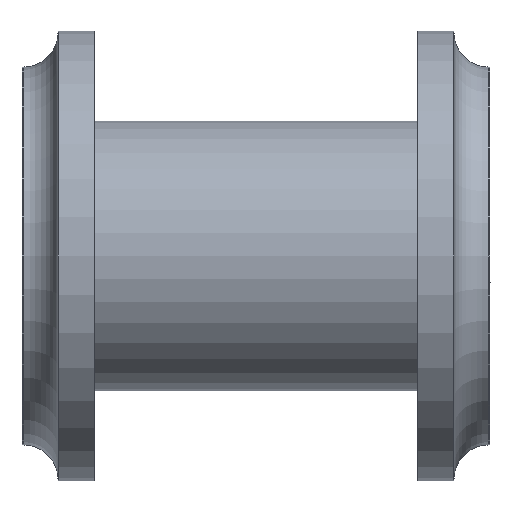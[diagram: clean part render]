
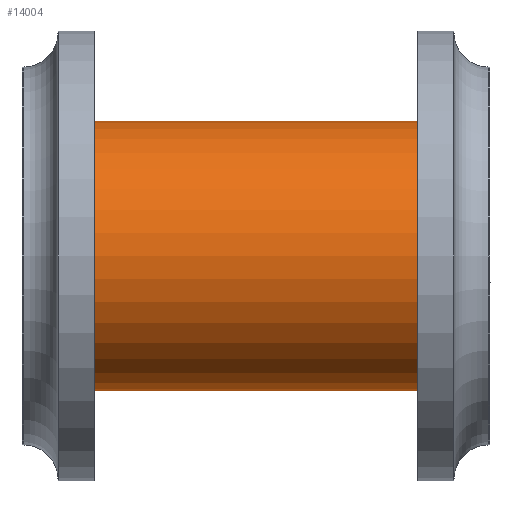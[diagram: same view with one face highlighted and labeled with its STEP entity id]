
A CAD part, front view. The second image highlights one B-rep face of the part: STEP entity #14004.
In plain terms, the highlighted cylindrical face has radius 75 mm (diameter 150 mm), a partial arc.
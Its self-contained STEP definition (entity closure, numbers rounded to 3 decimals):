
#450 = ORIENTED_EDGE ( 'NONE', *, *, #14252, .F. ) ;
#955 = EDGE_CURVE ( 'NONE', #13469, #9114, #4525, .T. ) ;
#1034 = ORIENTED_EDGE ( 'NONE', *, *, #11151, .F. ) ;
#1269 = DIRECTION ( 'NONE',  ( -1., 0., 0. ) ) ;
#1458 = CARTESIAN_POINT ( 'NONE',  ( -90., 0., 75. ) ) ;
#1512 = VERTEX_POINT ( 'NONE', #13726 ) ;
#1704 = AXIS2_PLACEMENT_3D ( 'NONE', #7522, #10367, #9033 ) ;
#2115 = LINE ( 'NONE', #15857, #15765 ) ;
#2664 = CIRCLE ( 'NONE', #12340, 75. ) ;
#3132 = AXIS2_PLACEMENT_3D ( 'NONE', #14714, #1269, #10713 ) ;
#3177 = DIRECTION ( 'NONE',  ( 0., 0., -1. ) ) ;
#3464 = VERTEX_POINT ( 'NONE', #17276 ) ;
#3938 = CYLINDRICAL_SURFACE ( 'NONE', #3132, 75. ) ;
#4267 = CARTESIAN_POINT ( 'NONE',  ( 90., 0., 75. ) ) ;
#4525 = LINE ( 'NONE', #4267, #17498 ) ;
#4791 = EDGE_CURVE ( 'NONE', #9114, #1512, #17377, .T. ) ;
#7118 = CARTESIAN_POINT ( 'NONE',  ( 90., 0., 0. ) ) ;
#7522 = CARTESIAN_POINT ( 'NONE',  ( -90., 0., 0. ) ) ;
#9033 = DIRECTION ( 'NONE',  ( 0., 0., -1. ) ) ;
#9114 = VERTEX_POINT ( 'NONE', #1458 ) ;
#9186 = FACE_OUTER_BOUND ( 'NONE', #17570, .T. ) ;
#9886 = CARTESIAN_POINT ( 'NONE',  ( 90., 0., 75. ) ) ;
#10367 = DIRECTION ( 'NONE',  ( 1., 0., 0. ) ) ;
#10713 = DIRECTION ( 'NONE',  ( 0., 0., 1. ) ) ;
#11151 = EDGE_CURVE ( 'NONE', #3464, #1512, #2115, .T. ) ;
#12340 = AXIS2_PLACEMENT_3D ( 'NONE', #7118, #15582, #3177 ) ;
#13250 = ORIENTED_EDGE ( 'NONE', *, *, #4791, .T. ) ;
#13469 = VERTEX_POINT ( 'NONE', #9886 ) ;
#13726 = CARTESIAN_POINT ( 'NONE',  ( -90., 0., -75. ) ) ;
#14004 = ADVANCED_FACE ( 'NONE', ( #9186 ), #3938, .T. ) ;
#14055 = DIRECTION ( 'NONE',  ( -1., 0., 0. ) ) ;
#14252 = EDGE_CURVE ( 'NONE', #13469, #3464, #2664, .T. ) ;
#14266 = ORIENTED_EDGE ( 'NONE', *, *, #955, .T. ) ;
#14714 = CARTESIAN_POINT ( 'NONE',  ( 90., 0., 0. ) ) ;
#15582 = DIRECTION ( 'NONE',  ( 1., 0., 0. ) ) ;
#15765 = VECTOR ( 'NONE', #17288, 1000. ) ;
#15857 = CARTESIAN_POINT ( 'NONE',  ( 90., 0., -75. ) ) ;
#17276 = CARTESIAN_POINT ( 'NONE',  ( 90., 0., -75. ) ) ;
#17288 = DIRECTION ( 'NONE',  ( -1., 0., 0. ) ) ;
#17377 = CIRCLE ( 'NONE', #1704, 75. ) ;
#17498 = VECTOR ( 'NONE', #14055, 1000. ) ;
#17570 = EDGE_LOOP ( 'NONE', ( #1034, #450, #14266, #13250 ) ) ;
